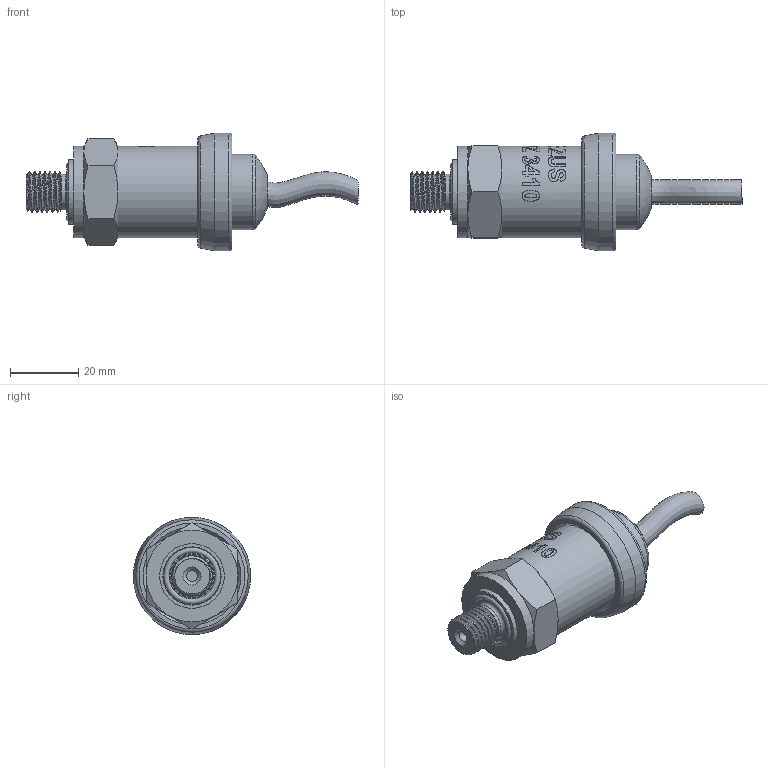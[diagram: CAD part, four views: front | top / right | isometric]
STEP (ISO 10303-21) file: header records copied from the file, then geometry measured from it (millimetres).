
FILE_DESCRIPTION(/* description */ (''),/* implementation_level */ '2;1');
FILE_NAME(/* name */ 'APZ3410_10_StainlessSteelCableGland.step',/* time_stamp */ '2021-06-17T12:51:53+03:00',/* author */ (''),/* organization */ (''),/* preprocessor_version */ 'ST-DEVELOPER v18.1',/* originating_system */ 'Autodesk Translation Framework v10.9.0.1377',/* authorisation */ '');
FILE_SCHEMA (('AUTOMOTIVE_DESIGN { 1 0 10303 214 3 1 1 }'));
Length unit declared in the file: millimetre
Products named in the file (6): APZ3410_x_y; Stainless steel cable gland assembly v4; wire; Stainless steel cable gland v2; Stainless steel cable gland nut v3; M12x1,5 DIN
Assembly tree (5 placements, depth 3):
  APZ3410_x_y
    Stainless steel cable gland assembly v4
      wire
      Stainless steel cable gland v2
      Stainless steel cable gland nut v3
    M12x1,5 DIN
Bounding box: 97.53 x 34.5 x 34.5 mm (x, y, z)
Volume: 36072.5 mm3; surface area: 12880.6 mm2
Topology: 5 solids, 5 shells, 371 faces, 976 edges, 643 vertices
Faces by surface type: bspline 224, cylinder 72, plane 38, cone 23, torus 13, sphere 1
Full cylindrical faces by diameter (mm): 3.3 x1, 7.2 x1, 10.137 x6, 10.5 x1, 11.85 x6, 13 x1, 13.5 x1, 16.7 x1, 19 x1, 21.4 x1, 22.3 x2, 24.5 x1, 25.132 x4, 25.526 x2, 26.85 x3, 27 x2, 27.208 x3, 27.7 x1, 34.5 x1
Entity records: 19939 total; most frequent: CARTESIAN_POINT 12243, ORIENTED_EDGE 1952, EDGE_CURVE 976, DIRECTION 862, VERTEX_POINT 643, B_SPLINE_CURVE_WITH_KNOTS 525, EDGE_LOOP 405, FACE_OUTER_BOUND 371
